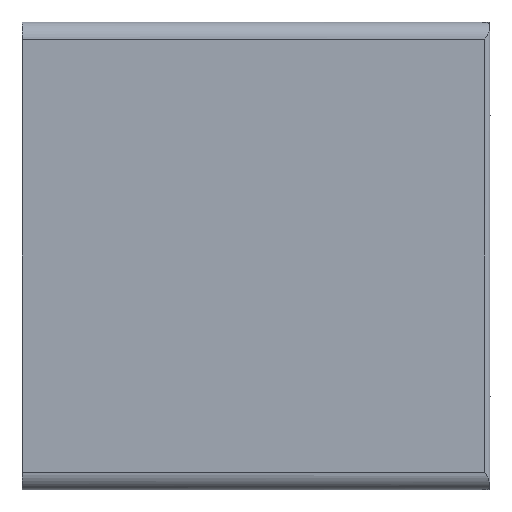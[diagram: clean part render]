
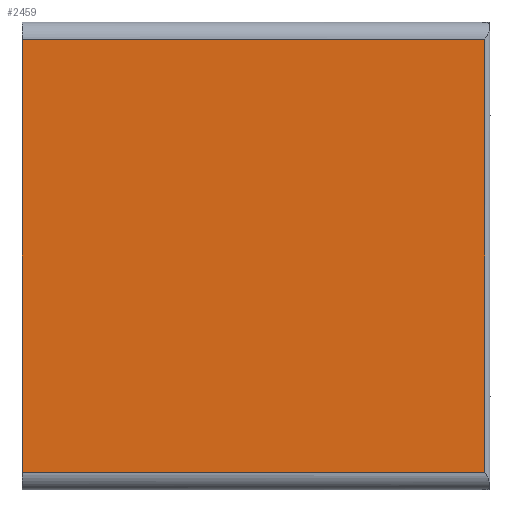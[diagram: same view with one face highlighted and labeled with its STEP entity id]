
A CAD part, front view. The second image highlights one B-rep face of the part: STEP entity #2459.
In plain terms, the highlighted planar face has unit normal (0, -1, 0).
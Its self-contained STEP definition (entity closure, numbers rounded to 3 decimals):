
#217=FACE_OUTER_BOUND('',#343,.T.);
#343=EDGE_LOOP('',(#2246,#2247,#2248,#2249));
#659=LINE('',#4221,#905);
#662=LINE('',#4259,#908);
#667=LINE('',#4289,#913);
#679=LINE('',#4316,#925);
#905=VECTOR('',#3305,10.);
#908=VECTOR('',#3324,10.);
#913=VECTOR('',#3343,10.);
#925=VECTOR('',#3381,10.);
#1147=VERTEX_POINT('',#4211);
#1148=VERTEX_POINT('',#4220);
#1153=VERTEX_POINT('',#4231);
#1159=VERTEX_POINT('',#4257);
#1491=EDGE_CURVE('',#1147,#1148,#659,.T.);
#1503=EDGE_CURVE('',#1153,#1159,#662,.T.);
#1513=EDGE_CURVE('',#1148,#1159,#667,.T.);
#1529=EDGE_CURVE('',#1147,#1153,#679,.T.);
#2246=ORIENTED_EDGE('',*,*,#1491,.F.);
#2247=ORIENTED_EDGE('',*,*,#1529,.T.);
#2248=ORIENTED_EDGE('',*,*,#1503,.T.);
#2249=ORIENTED_EDGE('',*,*,#1513,.F.);
#2333=PLANE('',#2698);
#2459=ADVANCED_FACE('',(#217),#2333,.T.);
#2698=AXIS2_PLACEMENT_3D('',#4317,#3382,#3383);
#3305=DIRECTION('',(-1.,0.,0.));
#3324=DIRECTION('',(-1.,0.,0.));
#3343=DIRECTION('',(0.,0.,1.));
#3381=DIRECTION('',(0.,0.,1.));
#3382=DIRECTION('center_axis',(0.,-1.,0.));
#3383=DIRECTION('ref_axis',(0.,0.,-1.));
#4211=CARTESIAN_POINT('',(18.4,0.,0.7));
#4220=CARTESIAN_POINT('',(0.,0.,0.7));
#4221=CARTESIAN_POINT('',(0.,0.,0.7));
#4231=CARTESIAN_POINT('',(18.4,0.,17.9));
#4257=CARTESIAN_POINT('',(0.,0.,17.9));
#4259=CARTESIAN_POINT('',(0.,0.,17.9));
#4289=CARTESIAN_POINT('',(0.,0.,0.));
#4316=CARTESIAN_POINT('',(18.4,0.,0.));
#4317=CARTESIAN_POINT('Origin',(18.4,0.,0.));
